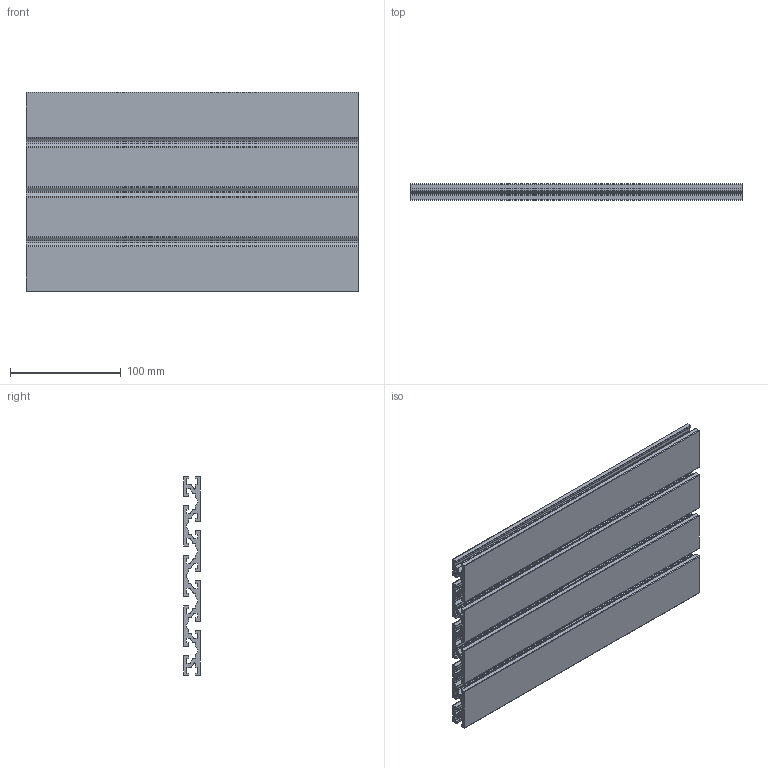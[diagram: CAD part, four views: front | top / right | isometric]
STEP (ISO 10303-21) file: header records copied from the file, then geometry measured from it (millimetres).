
FILE_DESCRIPTION(/* description */ ('STEP AP203'),/* implementation_level */ '2;1');
FILE_NAME(/* name */ '15180 Aluminum Extrusion v1.step',/* time_stamp */ '2026-01-06T23:06:59-06:00',/* author */ (''),/* organization */ (''),/* preprocessor_version */ 'ST-DEVELOPER v20.1',/* originating_system */ 'Autodesk Translation Framework v14.21.0.0',/* authorisation */ '');
FILE_SCHEMA (('AUTOMOTIVE_DESIGN { 1 0 10303 214 3 1 1 }'));
Length unit declared in the file: millimetre
Products named in the file (1): 15180 Aluminum Extrusion
Bounding box: 300 x 15 x 180 mm (x, y, z)
Volume: 398768.2 mm3; surface area: 248392.5 mm2
Topology: 1 solids, 1 shells, 338 faces, 1008 edges, 672 vertices
Faces by surface type: plane 170, cylinder 168
Entity records: 11488 total; most frequent: DIRECTION 2022, CARTESIAN_POINT 2019, ORIENTED_EDGE 2016, EDGE_CURVE 1008, AXIS2_PLACEMENT_3D 675, LINE 672, VECTOR 672, VERTEX_POINT 672
